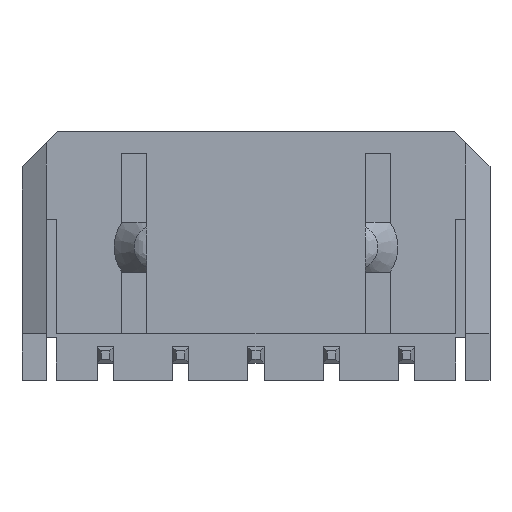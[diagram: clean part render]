
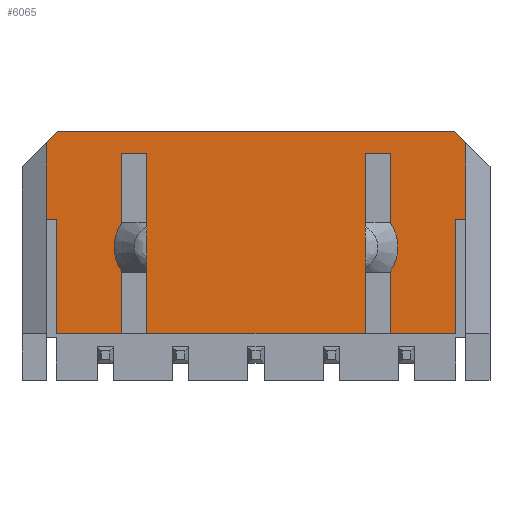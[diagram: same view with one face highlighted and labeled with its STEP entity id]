
A CAD part, front view. The second image highlights one B-rep face of the part: STEP entity #6065.
In plain terms, the highlighted planar face has unit normal (0, -1, 0).
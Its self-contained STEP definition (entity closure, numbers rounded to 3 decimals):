
#1249=DIRECTION('',(0.,0.,-1.));
#1250=VECTOR('',#1249,7.2);
#1251=CARTESIAN_POINT('',(-4.35,-1.93,4.1));
#1252=LINE('',#1251,#1250);
#1253=DIRECTION('',(1.,0.,0.));
#1254=VECTOR('',#1253,1.);
#1255=CARTESIAN_POINT('',(-5.35,-1.93,4.1));
#1256=LINE('',#1255,#1254);
#1257=DIRECTION('',(0.,0.,1.));
#1258=VECTOR('',#1257,7.2);
#1259=CARTESIAN_POINT('',(-5.35,-1.93,-3.1));
#1260=LINE('',#1259,#1258);
#1261=DIRECTION('',(-1.,0.,0.));
#1262=VECTOR('',#1261,2.61);
#1263=CARTESIAN_POINT('',(-5.35,-1.93,-3.1));
#1264=LINE('',#1263,#1262);
#1265=DIRECTION('',(0.,0.,1.));
#1266=VECTOR('',#1265,4.55);
#1267=CARTESIAN_POINT('',(-7.96,-1.93,-3.1));
#1268=LINE('',#1267,#1266);
#1269=DIRECTION('',(-1.,0.,0.));
#1270=VECTOR('',#1269,0.4);
#1271=CARTESIAN_POINT('',(-7.96,-1.93,1.45));
#1272=LINE('',#1271,#1270);
#1273=DIRECTION('',(0.,0.,1.));
#1274=VECTOR('',#1273,3.06);
#1275=CARTESIAN_POINT('',(-8.36,-1.93,1.45));
#1276=LINE('',#1275,#1274);
#1277=DIRECTION('',(-0.707,0.,-0.707));
#1278=VECTOR('',#1277,0.622);
#1279=CARTESIAN_POINT('',(-7.92,-1.93,4.95));
#1280=LINE('',#1279,#1278);
#1281=DIRECTION('',(1.,0.,0.));
#1282=VECTOR('',#1281,15.84);
#1283=CARTESIAN_POINT('',(-7.92,-1.93,4.95));
#1284=LINE('',#1283,#1282);
#1285=DIRECTION('',(-0.707,0.,0.707));
#1286=VECTOR('',#1285,0.622);
#1287=CARTESIAN_POINT('',(8.36,-1.93,4.51));
#1288=LINE('',#1287,#1286);
#1289=DIRECTION('',(0.,0.,-1.));
#1290=VECTOR('',#1289,3.06);
#1291=CARTESIAN_POINT('',(8.36,-1.93,4.51));
#1292=LINE('',#1291,#1290);
#1293=DIRECTION('',(-1.,0.,0.));
#1294=VECTOR('',#1293,0.4);
#1295=CARTESIAN_POINT('',(8.36,-1.93,1.45));
#1296=LINE('',#1295,#1294);
#1297=DIRECTION('',(0.,0.,-1.));
#1298=VECTOR('',#1297,4.55);
#1299=CARTESIAN_POINT('',(7.96,-1.93,1.45));
#1300=LINE('',#1299,#1298);
#1301=DIRECTION('',(-1.,0.,0.));
#1302=VECTOR('',#1301,2.61);
#1303=CARTESIAN_POINT('',(7.96,-1.93,-3.1));
#1304=LINE('',#1303,#1302);
#1305=DIRECTION('',(0.,0.,1.));
#1306=VECTOR('',#1305,7.2);
#1307=CARTESIAN_POINT('',(5.35,-1.93,-3.1));
#1308=LINE('',#1307,#1306);
#1309=DIRECTION('',(-1.,0.,0.));
#1310=VECTOR('',#1309,1.);
#1311=CARTESIAN_POINT('',(5.35,-1.93,4.1));
#1312=LINE('',#1311,#1310);
#1313=DIRECTION('',(0.,0.,1.));
#1314=VECTOR('',#1313,7.2);
#1315=CARTESIAN_POINT('',(4.35,-1.93,-3.1));
#1316=LINE('',#1315,#1314);
#1317=DIRECTION('',(-1.,0.,0.));
#1318=VECTOR('',#1317,8.7);
#1319=CARTESIAN_POINT('',(4.35,-1.93,-3.1));
#1320=LINE('',#1319,#1318);
#3555=CARTESIAN_POINT('',(4.35,-1.93,-3.1));
#3556=CARTESIAN_POINT('',(4.35,-1.93,4.1));
#3557=VERTEX_POINT('',#3555);
#3558=VERTEX_POINT('',#3556);
#3559=CARTESIAN_POINT('',(5.35,-1.93,-3.1));
#3560=CARTESIAN_POINT('',(5.35,-1.93,4.1));
#3561=VERTEX_POINT('',#3559);
#3562=VERTEX_POINT('',#3560);
#3625=CARTESIAN_POINT('',(-7.92,-1.93,4.95));
#3626=CARTESIAN_POINT('',(-8.36,-1.93,4.51));
#3627=VERTEX_POINT('',#3625);
#3628=VERTEX_POINT('',#3626);
#3629=CARTESIAN_POINT('',(8.36,-1.93,4.51));
#3630=CARTESIAN_POINT('',(7.92,-1.93,4.95));
#3631=VERTEX_POINT('',#3629);
#3632=VERTEX_POINT('',#3630);
#3755=CARTESIAN_POINT('',(7.96,-1.93,1.45));
#3756=CARTESIAN_POINT('',(7.96,-1.93,-3.1));
#3757=VERTEX_POINT('',#3755);
#3758=VERTEX_POINT('',#3756);
#3759=CARTESIAN_POINT('',(8.36,-1.93,1.45));
#3760=VERTEX_POINT('',#3759);
#3761=CARTESIAN_POINT('',(-7.96,-1.93,1.45));
#3762=CARTESIAN_POINT('',(-8.36,-1.93,1.45));
#3763=VERTEX_POINT('',#3761);
#3764=VERTEX_POINT('',#3762);
#3765=CARTESIAN_POINT('',(-7.96,-1.93,-3.1));
#3766=VERTEX_POINT('',#3765);
#4147=CARTESIAN_POINT('',(-4.35,-1.93,4.1));
#4148=VERTEX_POINT('',#4147);
#4149=CARTESIAN_POINT('',(-4.35,-1.93,-3.1));
#4150=VERTEX_POINT('',#4149);
#4151=CARTESIAN_POINT('',(-5.35,-1.93,-3.1));
#4152=VERTEX_POINT('',#4151);
#4153=CARTESIAN_POINT('',(-5.35,-1.93,4.1));
#4154=VERTEX_POINT('',#4153);
#6023=CARTESIAN_POINT('',(-9.32,-1.93,4.95));
#6024=DIRECTION('',(0.,-1.,0.));
#6025=DIRECTION('',(0.,0.,-1.));
#6026=AXIS2_PLACEMENT_3D('',#6023,#6024,#6025);
#6027=PLANE('',#6026);
#6029=ORIENTED_EDGE('',*,*,#6028,.F.);
#6031=ORIENTED_EDGE('',*,*,#6030,.F.);
#6033=ORIENTED_EDGE('',*,*,#6032,.F.);
#6035=ORIENTED_EDGE('',*,*,#6034,.T.);
#6037=ORIENTED_EDGE('',*,*,#6036,.T.);
#6039=ORIENTED_EDGE('',*,*,#6038,.T.);
#6041=ORIENTED_EDGE('',*,*,#6040,.T.);
#6043=ORIENTED_EDGE('',*,*,#6042,.F.);
#6045=ORIENTED_EDGE('',*,*,#6044,.T.);
#6047=ORIENTED_EDGE('',*,*,#6046,.F.);
#6048=ORIENTED_EDGE('',*,*,#6014,.T.);
#6050=ORIENTED_EDGE('',*,*,#6049,.T.);
#6052=ORIENTED_EDGE('',*,*,#6051,.T.);
#6054=ORIENTED_EDGE('',*,*,#6053,.T.);
#6056=ORIENTED_EDGE('',*,*,#6055,.T.);
#6058=ORIENTED_EDGE('',*,*,#6057,.T.);
#6060=ORIENTED_EDGE('',*,*,#6059,.F.);
#6062=ORIENTED_EDGE('',*,*,#6061,.T.);
#6063=EDGE_LOOP('',(#6029,#6031,#6033,#6035,#6037,#6039,#6041,#6043,#6045,#6047,
#6048,#6050,#6052,#6054,#6056,#6058,#6060,#6062));
#6064=FACE_OUTER_BOUND('',#6063,.F.);
#6065=ADVANCED_FACE('',(#6064),#6027,.T.);
#6014=EDGE_CURVE('',#3631,#3760,#1292,.T.);
#6028=EDGE_CURVE('',#4148,#4150,#1252,.T.);
#6030=EDGE_CURVE('',#4154,#4148,#1256,.T.);
#6032=EDGE_CURVE('',#4152,#4154,#1260,.T.);
#6034=EDGE_CURVE('',#4152,#3766,#1264,.T.);
#6036=EDGE_CURVE('',#3766,#3763,#1268,.T.);
#6038=EDGE_CURVE('',#3763,#3764,#1272,.T.);
#6040=EDGE_CURVE('',#3764,#3628,#1276,.T.);
#6042=EDGE_CURVE('',#3627,#3628,#1280,.T.);
#6044=EDGE_CURVE('',#3627,#3632,#1284,.T.);
#6046=EDGE_CURVE('',#3631,#3632,#1288,.T.);
#6049=EDGE_CURVE('',#3760,#3757,#1296,.T.);
#6051=EDGE_CURVE('',#3757,#3758,#1300,.T.);
#6053=EDGE_CURVE('',#3758,#3561,#1304,.T.);
#6055=EDGE_CURVE('',#3561,#3562,#1308,.T.);
#6057=EDGE_CURVE('',#3562,#3558,#1312,.T.);
#6059=EDGE_CURVE('',#3557,#3558,#1316,.T.);
#6061=EDGE_CURVE('',#3557,#4150,#1320,.T.);
